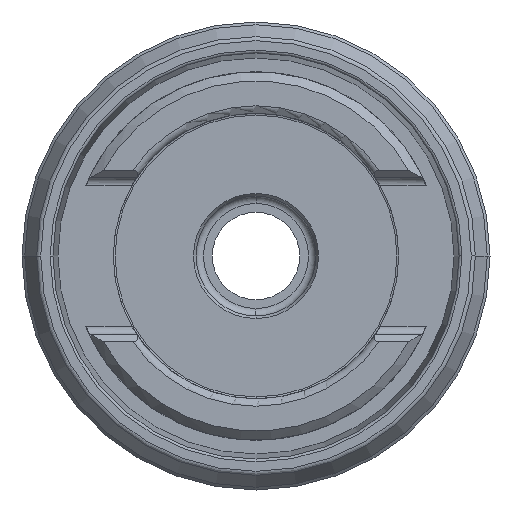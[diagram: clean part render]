
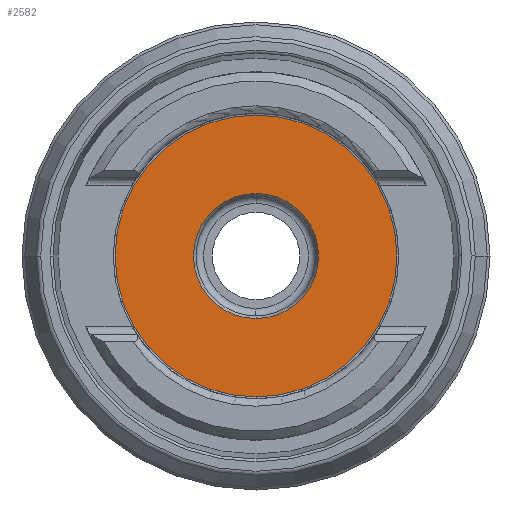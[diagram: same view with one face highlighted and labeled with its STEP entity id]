
A CAD part, front view. The second image highlights one B-rep face of the part: STEP entity #2582.
In plain terms, the highlighted planar face has unit normal (0, -1, 0).
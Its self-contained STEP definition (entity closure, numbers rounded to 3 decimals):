
#757=CARTESIAN_POINT('',(0.,42.,0.));
#758=DIRECTION('',(0.,1.,0.));
#759=DIRECTION('',(0.,0.,-1.));
#760=AXIS2_PLACEMENT_3D('',#757,#758,#759);
#777=CARTESIAN_POINT('',(0.,42.,0.));
#778=DIRECTION('',(0.,-1.,0.));
#779=DIRECTION('',(0.,0.,1.));
#780=AXIS2_PLACEMENT_3D('',#777,#778,#779);
#828=CARTESIAN_POINT('',(0.,42.,0.));
#829=DIRECTION('',(0.,-1.,0.));
#830=DIRECTION('',(0.,0.,-1.));
#831=AXIS2_PLACEMENT_3D('',#828,#829,#830);
#1201=CARTESIAN_POINT('',(0.,42.,0.));
#1202=DIRECTION('',(0.,-1.,0.));
#1203=DIRECTION('',(0.,0.,-1.));
#1204=AXIS2_PLACEMENT_3D('',#1201,#1202,#1203);
#1326=CARTESIAN_POINT('',(0.,42.,15.3));
#1327=CARTESIAN_POINT('',(0.,42.,-15.3));
#1328=VERTEX_POINT('',#1326);
#1329=VERTEX_POINT('',#1327);
#1330=CARTESIAN_POINT('',(0.,42.,-6.789));
#1331=CARTESIAN_POINT('',(0.,42.,6.789));
#1332=VERTEX_POINT('',#1330);
#1333=VERTEX_POINT('',#1331);
#2566=CARTESIAN_POINT('',(0.,42.,0.));
#2567=DIRECTION('',(0.,-1.,0.));
#2568=DIRECTION('',(0.,0.,-1.));
#2569=AXIS2_PLACEMENT_3D('',#2566,#2567,#2568);
#2570=PLANE('',#2569);
#2572=ORIENTED_EDGE('',*,*,#2571,.F.);
#2574=ORIENTED_EDGE('',*,*,#2573,.F.);
#2575=EDGE_LOOP('',(#2572,#2574));
#2576=FACE_OUTER_BOUND('',#2575,.F.);
#2578=ORIENTED_EDGE('',*,*,#2577,.T.);
#2579=ORIENTED_EDGE('',*,*,#2556,.F.);
#2580=EDGE_LOOP('',(#2578,#2579));
#2581=FACE_BOUND('',#2580,.F.);
#2582=ADVANCED_FACE('',(#2576,#2581),#2570,.T.);
#761=CIRCLE('',#760,6.789);
#781=CIRCLE('',#780,15.3);
#832=CIRCLE('',#831,15.3);
#1205=CIRCLE('',#1204,6.789);
#2556=EDGE_CURVE('',#1332,#1333,#761,.T.);
#2571=EDGE_CURVE('',#1328,#1329,#781,.T.);
#2573=EDGE_CURVE('',#1329,#1328,#832,.T.);
#2577=EDGE_CURVE('',#1332,#1333,#1205,.T.);
